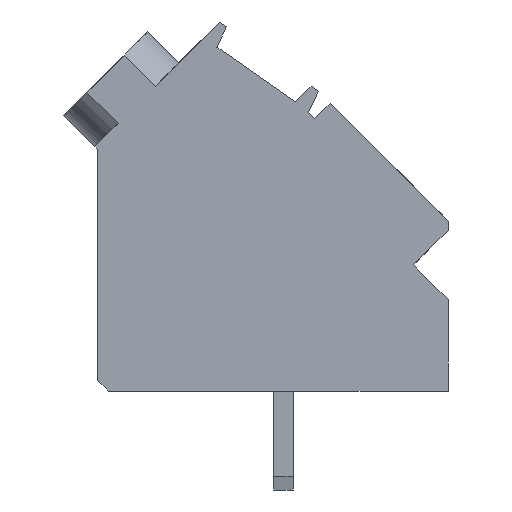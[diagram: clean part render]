
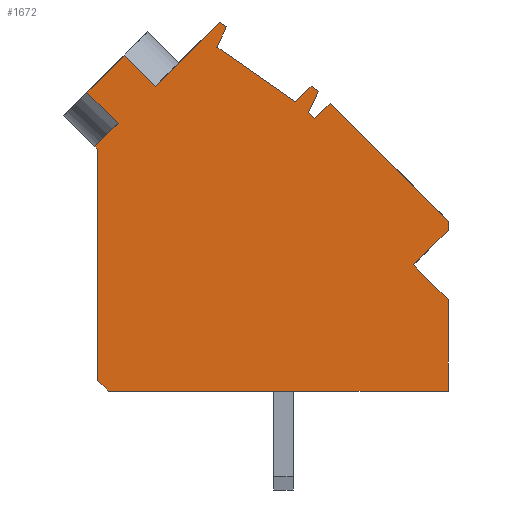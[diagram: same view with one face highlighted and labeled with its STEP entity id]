
A CAD part, left-side view. The second image highlights one B-rep face of the part: STEP entity #1672.
In plain terms, the highlighted planar face has unit normal (-1, 0, 0).
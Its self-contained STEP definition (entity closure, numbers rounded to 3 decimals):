
#1627=AXIS2_PLACEMENT_3D('Plane Axis2P3D',#1624,#1625,#1626) ;
#572=CARTESIAN_POINT('Vertex',(0.,13.328,18.384)) ;
#575=CARTESIAN_POINT('Line Origine',(0.,11.87,19.842)) ;
#579=CARTESIAN_POINT('Vertex',(0.,10.412,21.3)) ;
#609=CARTESIAN_POINT('Line Origine',(0.,10.252,21.188)) ;
#613=CARTESIAN_POINT('Vertex',(0.,10.093,21.077)) ;
#634=CARTESIAN_POINT('Line Origine',(0.,10.307,20.617)) ;
#638=CARTESIAN_POINT('Vertex',(0.,10.522,20.157)) ;
#659=CARTESIAN_POINT('Line Origine',(0.,8.741,18.909)) ;
#663=CARTESIAN_POINT('Vertex',(0.,6.96,17.662)) ;
#684=CARTESIAN_POINT('Line Origine',(0.,6.601,18.021)) ;
#688=CARTESIAN_POINT('Vertex',(0.,6.242,18.38)) ;
#704=CARTESIAN_POINT('Line Origine',(0.,6.074,18.263)) ;
#708=CARTESIAN_POINT('Vertex',(0.,5.906,18.145)) ;
#729=CARTESIAN_POINT('Line Origine',(0.,6.131,17.663)) ;
#733=CARTESIAN_POINT('Vertex',(0.,6.356,17.18)) ;
#754=CARTESIAN_POINT('Line Origine',(0.,6.219,17.042)) ;
#758=CARTESIAN_POINT('Vertex',(0.,6.081,16.905)) ;
#779=CARTESIAN_POINT('Line Origine',(0.,5.728,17.258)) ;
#783=CARTESIAN_POINT('Vertex',(0.,5.374,17.612)) ;
#804=CARTESIAN_POINT('Line Origine',(0.,2.687,14.925)) ;
#808=CARTESIAN_POINT('Vertex',(0.,0.,12.238)) ;
#961=CARTESIAN_POINT('Line Origine',(0.,0.,12.033)) ;
#965=CARTESIAN_POINT('Vertex',(0.,0.,11.828)) ;
#986=CARTESIAN_POINT('Line Origine',(0.,0.792,11.036)) ;
#990=CARTESIAN_POINT('Vertex',(0.,1.584,10.244)) ;
#1011=CARTESIAN_POINT('Line Origine',(0.,0.792,9.452)) ;
#1015=CARTESIAN_POINT('Vertex',(0.,0.,8.66)) ;
#1031=CARTESIAN_POINT('Line Origine',(0.,0.,6.58)) ;
#1035=CARTESIAN_POINT('Vertex',(0.,0.,4.5)) ;
#1056=CARTESIAN_POINT('Line Origine',(0.,7.73,4.5)) ;
#1060=CARTESIAN_POINT('Vertex',(0.,15.46,4.5)) ;
#1081=CARTESIAN_POINT('Line Origine',(0.,15.71,4.75)) ;
#1085=CARTESIAN_POINT('Vertex',(0.,15.96,5.)) ;
#1106=CARTESIAN_POINT('Line Origine',(0.,15.96,10.25)) ;
#1110=CARTESIAN_POINT('Vertex',(0.,15.96,15.5)) ;
#1251=CARTESIAN_POINT('Line Origine',(0.,16.023,15.563)) ;
#1255=CARTESIAN_POINT('Vertex',(0.,16.086,15.626)) ;
#1608=CARTESIAN_POINT('Vertex',(0.,14.742,19.798)) ;
#1611=CARTESIAN_POINT('Line Origine',(0.,14.035,19.091)) ;
#1624=CARTESIAN_POINT('Axis2P3D Location',(0.,0.,1.3)) ;
#1629=CARTESIAN_POINT('Line Origine',(0.,15.591,18.949)) ;
#1633=CARTESIAN_POINT('Vertex',(0.,16.439,18.101)) ;
#1636=CARTESIAN_POINT('Line Origine',(0.,15.732,17.394)) ;
#1640=CARTESIAN_POINT('Vertex',(0.,15.025,16.686)) ;
#1643=CARTESIAN_POINT('Line Origine',(0.,15.555,16.156)) ;
#576=DIRECTION('Vector Direction',(0.,-0.707,0.707)) ;
#610=DIRECTION('Vector Direction',(0.,-0.819,-0.574)) ;
#635=DIRECTION('Vector Direction',(0.,0.423,-0.906)) ;
#660=DIRECTION('Vector Direction',(0.,-0.819,-0.574)) ;
#685=DIRECTION('Vector Direction',(0.,-0.707,0.707)) ;
#705=DIRECTION('Vector Direction',(0.,-0.819,-0.574)) ;
#730=DIRECTION('Vector Direction',(0.,0.423,-0.906)) ;
#755=DIRECTION('Vector Direction',(0.,-0.707,-0.707)) ;
#780=DIRECTION('Vector Direction',(0.,-0.707,0.707)) ;
#805=DIRECTION('Vector Direction',(0.,-0.707,-0.707)) ;
#962=DIRECTION('Vector Direction',(0.,0.,-1.)) ;
#987=DIRECTION('Vector Direction',(0.,0.707,-0.707)) ;
#1012=DIRECTION('Vector Direction',(0.,-0.707,-0.707)) ;
#1032=DIRECTION('Vector Direction',(0.,0.,-1.)) ;
#1057=DIRECTION('Vector Direction',(0.,1.,0.)) ;
#1082=DIRECTION('Vector Direction',(0.,0.707,0.707)) ;
#1107=DIRECTION('Vector Direction',(0.,0.,1.)) ;
#1252=DIRECTION('Vector Direction',(0.,0.707,0.707)) ;
#1612=DIRECTION('Vector Direction',(0.,-0.707,-0.707)) ;
#1625=DIRECTION('Axis2P3D Direction',(-1.,0.,0.)) ;
#1626=DIRECTION('Axis2P3D XDirection',(0.,0.,1.)) ;
#1630=DIRECTION('Vector Direction',(0.,-0.707,0.707)) ;
#1637=DIRECTION('Vector Direction',(0.,0.707,0.707)) ;
#1644=DIRECTION('Vector Direction',(0.,-0.707,0.707)) ;
#577=VECTOR('Line Direction',#576,1.) ;
#611=VECTOR('Line Direction',#610,1.) ;
#636=VECTOR('Line Direction',#635,1.) ;
#661=VECTOR('Line Direction',#660,1.) ;
#686=VECTOR('Line Direction',#685,1.) ;
#706=VECTOR('Line Direction',#705,1.) ;
#731=VECTOR('Line Direction',#730,1.) ;
#756=VECTOR('Line Direction',#755,1.) ;
#781=VECTOR('Line Direction',#780,1.) ;
#806=VECTOR('Line Direction',#805,1.) ;
#963=VECTOR('Line Direction',#962,1.) ;
#988=VECTOR('Line Direction',#987,1.) ;
#1013=VECTOR('Line Direction',#1012,1.) ;
#1033=VECTOR('Line Direction',#1032,1.) ;
#1058=VECTOR('Line Direction',#1057,1.) ;
#1083=VECTOR('Line Direction',#1082,1.) ;
#1108=VECTOR('Line Direction',#1107,1.) ;
#1253=VECTOR('Line Direction',#1252,1.) ;
#1613=VECTOR('Line Direction',#1612,1.) ;
#1631=VECTOR('Line Direction',#1630,1.) ;
#1638=VECTOR('Line Direction',#1637,1.) ;
#1645=VECTOR('Line Direction',#1644,1.) ;
#1649=ORIENTED_EDGE('',*,*,#1257,.T.) ;
#1650=ORIENTED_EDGE('',*,*,#1112,.T.) ;
#1651=ORIENTED_EDGE('',*,*,#1087,.T.) ;
#1652=ORIENTED_EDGE('',*,*,#1062,.T.) ;
#1653=ORIENTED_EDGE('',*,*,#1037,.T.) ;
#1654=ORIENTED_EDGE('',*,*,#1017,.T.) ;
#1655=ORIENTED_EDGE('',*,*,#992,.T.) ;
#1656=ORIENTED_EDGE('',*,*,#967,.T.) ;
#1657=ORIENTED_EDGE('',*,*,#810,.T.) ;
#1658=ORIENTED_EDGE('',*,*,#785,.T.) ;
#1659=ORIENTED_EDGE('',*,*,#760,.T.) ;
#1660=ORIENTED_EDGE('',*,*,#735,.T.) ;
#1661=ORIENTED_EDGE('',*,*,#710,.T.) ;
#1662=ORIENTED_EDGE('',*,*,#690,.T.) ;
#1663=ORIENTED_EDGE('',*,*,#665,.T.) ;
#1664=ORIENTED_EDGE('',*,*,#640,.T.) ;
#1665=ORIENTED_EDGE('',*,*,#615,.T.) ;
#1666=ORIENTED_EDGE('',*,*,#581,.T.) ;
#1667=ORIENTED_EDGE('',*,*,#1615,.T.) ;
#1668=ORIENTED_EDGE('',*,*,#1635,.T.) ;
#1669=ORIENTED_EDGE('',*,*,#1642,.T.) ;
#1670=ORIENTED_EDGE('',*,*,#1647,.T.) ;
#1672=ADVANCED_FACE('HOUSING',(#1671),#1628,.T.) ;
#581=EDGE_CURVE('',#580,#573,#578,.F.) ;
#615=EDGE_CURVE('',#614,#580,#612,.F.) ;
#640=EDGE_CURVE('',#639,#614,#637,.F.) ;
#665=EDGE_CURVE('',#664,#639,#662,.F.) ;
#690=EDGE_CURVE('',#689,#664,#687,.F.) ;
#710=EDGE_CURVE('',#709,#689,#707,.F.) ;
#735=EDGE_CURVE('',#734,#709,#732,.F.) ;
#760=EDGE_CURVE('',#759,#734,#757,.F.) ;
#785=EDGE_CURVE('',#784,#759,#782,.F.) ;
#810=EDGE_CURVE('',#809,#784,#807,.F.) ;
#967=EDGE_CURVE('',#966,#809,#964,.F.) ;
#992=EDGE_CURVE('',#991,#966,#989,.F.) ;
#1017=EDGE_CURVE('',#1016,#991,#1014,.F.) ;
#1037=EDGE_CURVE('',#1036,#1016,#1034,.F.) ;
#1062=EDGE_CURVE('',#1061,#1036,#1059,.F.) ;
#1087=EDGE_CURVE('',#1086,#1061,#1084,.F.) ;
#1112=EDGE_CURVE('',#1111,#1086,#1109,.F.) ;
#1257=EDGE_CURVE('',#1256,#1111,#1254,.F.) ;
#1615=EDGE_CURVE('',#573,#1609,#1614,.F.) ;
#1635=EDGE_CURVE('',#1609,#1634,#1632,.F.) ;
#1642=EDGE_CURVE('',#1634,#1641,#1639,.F.) ;
#1647=EDGE_CURVE('',#1641,#1256,#1646,.F.) ;
#1648=EDGE_LOOP('',(#1649,#1650,#1651,#1652,#1653,#1654,#1655,#1656,#1657,#1658,#1659,#1660,#1661,#1662,#1663,#1664,#1665,#1666,#1667,#1668,#1669,#1670)) ;
#1671=FACE_OUTER_BOUND('',#1648,.T.) ;
#578=LINE('Line',#575,#577) ;
#612=LINE('Line',#609,#611) ;
#637=LINE('Line',#634,#636) ;
#662=LINE('Line',#659,#661) ;
#687=LINE('Line',#684,#686) ;
#707=LINE('Line',#704,#706) ;
#732=LINE('Line',#729,#731) ;
#757=LINE('Line',#754,#756) ;
#782=LINE('Line',#779,#781) ;
#807=LINE('Line',#804,#806) ;
#964=LINE('Line',#961,#963) ;
#989=LINE('Line',#986,#988) ;
#1014=LINE('Line',#1011,#1013) ;
#1034=LINE('Line',#1031,#1033) ;
#1059=LINE('Line',#1056,#1058) ;
#1084=LINE('Line',#1081,#1083) ;
#1109=LINE('Line',#1106,#1108) ;
#1254=LINE('Line',#1251,#1253) ;
#1614=LINE('Line',#1611,#1613) ;
#1632=LINE('Line',#1629,#1631) ;
#1639=LINE('Line',#1636,#1638) ;
#1646=LINE('Line',#1643,#1645) ;
#1628=PLANE('',#1627) ;
#573=VERTEX_POINT('',#572) ;
#580=VERTEX_POINT('',#579) ;
#614=VERTEX_POINT('',#613) ;
#639=VERTEX_POINT('',#638) ;
#664=VERTEX_POINT('',#663) ;
#689=VERTEX_POINT('',#688) ;
#709=VERTEX_POINT('',#708) ;
#734=VERTEX_POINT('',#733) ;
#759=VERTEX_POINT('',#758) ;
#784=VERTEX_POINT('',#783) ;
#809=VERTEX_POINT('',#808) ;
#966=VERTEX_POINT('',#965) ;
#991=VERTEX_POINT('',#990) ;
#1016=VERTEX_POINT('',#1015) ;
#1036=VERTEX_POINT('',#1035) ;
#1061=VERTEX_POINT('',#1060) ;
#1086=VERTEX_POINT('',#1085) ;
#1111=VERTEX_POINT('',#1110) ;
#1256=VERTEX_POINT('',#1255) ;
#1609=VERTEX_POINT('',#1608) ;
#1634=VERTEX_POINT('',#1633) ;
#1641=VERTEX_POINT('',#1640) ;
